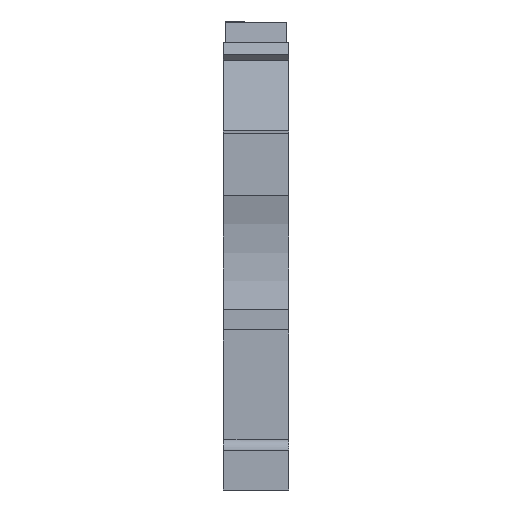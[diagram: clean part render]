
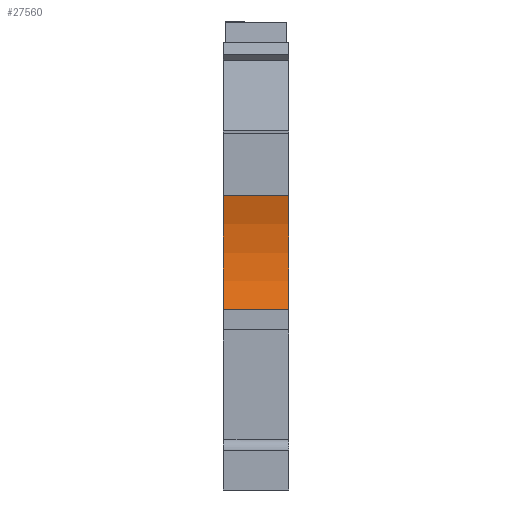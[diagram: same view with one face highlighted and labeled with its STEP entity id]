
A CAD part, front view. The second image highlights one B-rep face of the part: STEP entity #27560.
In plain terms, the highlighted cylindrical face has radius 15 mm (diameter 30 mm), a partial arc.
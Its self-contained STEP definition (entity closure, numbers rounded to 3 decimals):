
#4250=CARTESIAN_POINT('',(-22.368,-21.2,
48.52));
#4260=VERTEX_POINT('',#4250);
#4290=CARTESIAN_POINT('',(-36.677,-25.7,
48.52));
#4300=DIRECTION('',(0.,0.,1.));
#4310=DIRECTION('',(1.,0.,0.));
#4320=AXIS2_PLACEMENT_3D('',#4290,#4300,#4310);
#4330=CIRCLE('',#4320,15.);
#4340=CARTESIAN_POINT('',(-22.368,-30.2,
48.52));
#4350=VERTEX_POINT('',#4340);
#4360=EDGE_CURVE('',#4350,#4260,#4330,.T.);
#6950=CARTESIAN_POINT('',(-22.368,-30.2,
53.67));
#6960=VERTEX_POINT('',#6950);
#6990=CARTESIAN_POINT('',(-36.677,-25.7,
53.67));
#7000=DIRECTION('',(0.,0.,1.));
#7010=DIRECTION('',(1.,0.,0.));
#7020=AXIS2_PLACEMENT_3D('',#6990,#7000,#7010);
#7030=CIRCLE('',#7020,15.);
#7040=CARTESIAN_POINT('',(-22.368,-21.2,
53.67));
#7050=VERTEX_POINT('',#7040);
#7060=EDGE_CURVE('',#6960,#7050,#7030,.T.);
#14370=CARTESIAN_POINT('',(-22.368,-30.2,
53.67));
#14380=DIRECTION('',(0.,0.,1.));
#14390=VECTOR('',#14380,1.);
#14400=LINE('',#14370,#14390);
#14410=EDGE_CURVE('',#4350,#6960,#14400,.T.);
#27210=CARTESIAN_POINT('',(-22.368,-21.2,
53.67));
#27220=DIRECTION('',(0.,0.,1.));
#27230=VECTOR('',#27220,1.);
#27240=LINE('',#27210,#27230);
#27250=EDGE_CURVE('',#4260,#7050,#27240,.T.);
#27450=CARTESIAN_POINT('',(-36.677,-25.7,
53.67));
#27460=DIRECTION('',(0.,0.,1.));
#27470=DIRECTION('',(1.,0.,0.));
#27480=AXIS2_PLACEMENT_3D('',#27450,#27460,#27470);
#27490=CYLINDRICAL_SURFACE('',#27480,15.);
#27500=ORIENTED_EDGE('',*,*,#14410,.T.);
#27510=ORIENTED_EDGE('',*,*,#4360,.F.);
#27520=ORIENTED_EDGE('',*,*,#27250,.F.);
#27530=ORIENTED_EDGE('',*,*,#7060,.T.);
#27540=EDGE_LOOP('',(#27530,#27520,#27510,#27500));
#27550=FACE_OUTER_BOUND('',#27540,.T.);
#27560=ADVANCED_FACE('',(#27550),#27490,.F.);
